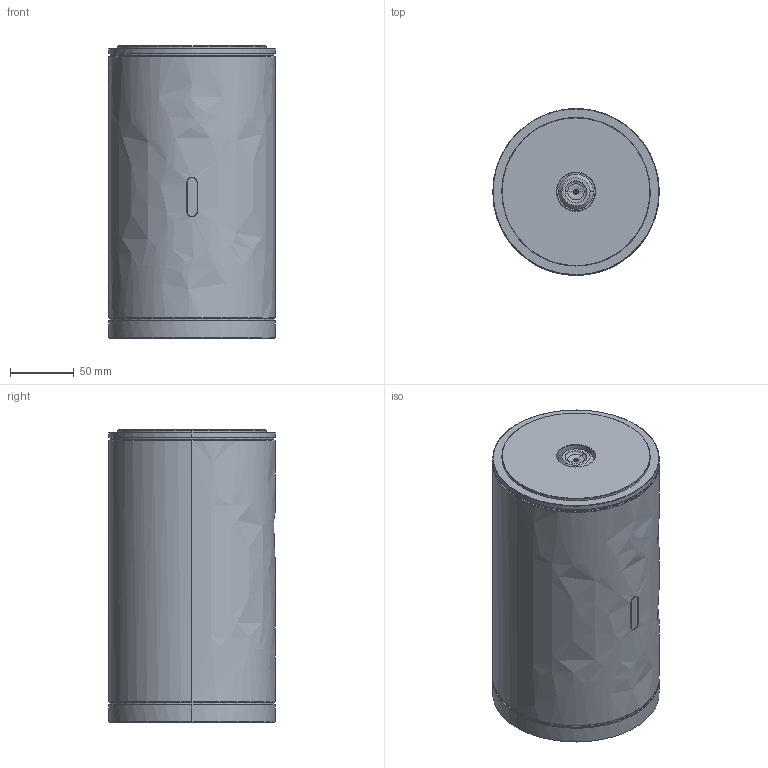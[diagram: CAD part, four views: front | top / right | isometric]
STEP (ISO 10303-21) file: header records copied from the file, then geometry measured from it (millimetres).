
FILE_DESCRIPTION(/* description */ (''),/* implementation_level */ '2;1');
FILE_NAME(/* name */ 'T419600_CALUMET 13 SOFFITTO',/* time_stamp */ '2018-01-26T15:30:07+01:00',/* author */ (''),/* organization */ (''),/* preprocessor_version */ 'ST-DEVELOPER v15',/* originating_system */ '',/* authorisation */ '');
FILE_SCHEMA (('CONFIG_CONTROL_DESIGN'));
Length unit declared in the file: millimetre
Products named in the file (1): Document
Bounding box: 130 x 130 x 228.2 mm (x, y, z)
Volume: 48.1 mm3; surface area: 136636.9 mm2
Topology: 1 solids, 6 shells, 82 faces, 196 edges, 127 vertices
Faces by surface type: bspline 66, plane 16
Entity records: 3047 total; most frequent: CARTESIAN_POINT 1873, ORIENTED_EDGE 360, EDGE_CURVE 194, VERTEX_POINT 127, EDGE_LOOP 96, ADVANCED_FACE 82, FACE_OUTER_BOUND 82, B_SPLINE_CURVE_WITH_KNOTS 64
